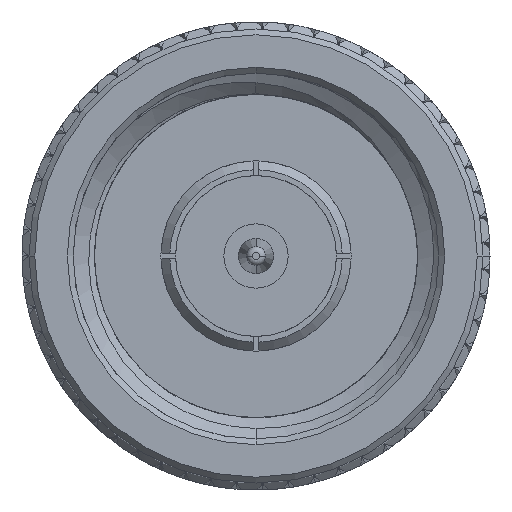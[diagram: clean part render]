
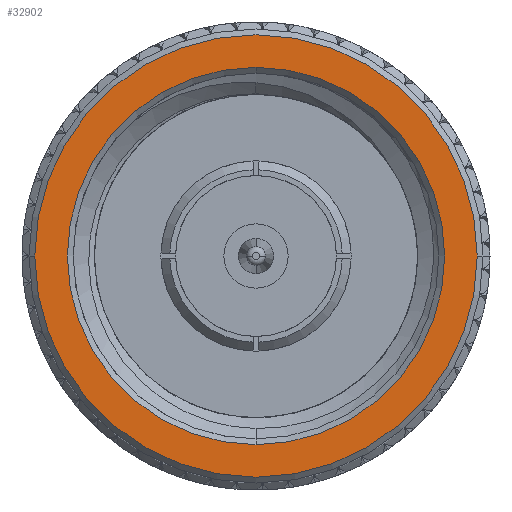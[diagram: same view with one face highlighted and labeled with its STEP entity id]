
A CAD part, left-side view. The second image highlights one B-rep face of the part: STEP entity #32902.
In plain terms, the highlighted planar face has unit normal (-1, 0, 0).
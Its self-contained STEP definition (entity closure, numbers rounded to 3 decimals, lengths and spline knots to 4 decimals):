
#1314 = EDGE_CURVE ( 'NONE', #77897, #47225, #53067, .T. ) ;
#1963 = ORIENTED_EDGE ( 'NONE', *, *, #9695, .T. ) ;
#1982 = CARTESIAN_POINT ( 'NONE',  ( 0., 0., 0. ) ) ;
#4493 = PLANE ( 'NONE',  #77216 ) ;
#4825 = DIRECTION ( 'NONE',  ( -1., 0., 0. ) ) ;
#6852 = DIRECTION ( 'NONE',  ( 1., 0., 0. ) ) ;
#8826 = EDGE_CURVE ( 'NONE', #47225, #77897, #98032, .T. ) ;
#9695 = EDGE_CURVE ( 'NONE', #18163, #23017, #57114, .T. ) ;
#11050 = CARTESIAN_POINT ( 'NONE',  ( 0., 0., 0. ) ) ;
#11575 = DIRECTION ( 'NONE',  ( 0., -1., 0. ) ) ;
#12187 = CARTESIAN_POINT ( 'NONE',  ( 0., 0., 0. ) ) ;
#18163 = VERTEX_POINT ( 'NONE', #38918 ) ;
#18766 = CARTESIAN_POINT ( 'NONE',  ( 0., -0.3781, 0. ) ) ;
#19091 = AXIS2_PLACEMENT_3D ( 'NONE', #11050, #25798, #64900 ) ;
#21393 = EDGE_LOOP ( 'NONE', ( #1963, #25066 ) ) ;
#22959 = DIRECTION ( 'NONE',  ( 0., -1., 0. ) ) ;
#23017 = VERTEX_POINT ( 'NONE', #99238 ) ;
#25066 = ORIENTED_EDGE ( 'NONE', *, *, #64728, .T. ) ;
#25798 = DIRECTION ( 'NONE',  ( 1., 0., 0. ) ) ;
#27348 = AXIS2_PLACEMENT_3D ( 'NONE', #37453, #6852, #22959 ) ;
#30088 = EDGE_LOOP ( 'NONE', ( #95587, #38500 ) ) ;
#32902 = ADVANCED_FACE ( 'NONE', ( #61399, #96184 ), #4493, .T. ) ;
#37453 = CARTESIAN_POINT ( 'NONE',  ( 0., 0., 0. ) ) ;
#38500 = ORIENTED_EDGE ( 'NONE', *, *, #1314, .T. ) ;
#38918 = CARTESIAN_POINT ( 'NONE',  ( 0., 0., 0.3225 ) ) ;
#43118 = DIRECTION ( 'NONE',  ( -1., 0., 0. ) ) ;
#43175 = CARTESIAN_POINT ( 'NONE',  ( 0., 0.3881, 0. ) ) ;
#47225 = VERTEX_POINT ( 'NONE', #98217 ) ;
#53067 = CIRCLE ( 'NONE', #81390, 0.3781 ) ;
#56092 = CIRCLE ( 'NONE', #19091, 0.3225 ) ;
#56854 = DIRECTION ( 'NONE',  ( 0., -1., 0. ) ) ;
#57114 = CIRCLE ( 'NONE', #27348, 0.3225 ) ;
#57985 = DIRECTION ( 'NONE',  ( 0., -1., 0. ) ) ;
#61399 = FACE_BOUND ( 'NONE', #21393, .T. ) ;
#64564 = DIRECTION ( 'NONE',  ( -1., 0., 0. ) ) ;
#64728 = EDGE_CURVE ( 'NONE', #23017, #18163, #56092, .T. ) ;
#64900 = DIRECTION ( 'NONE',  ( 0., -1., 0. ) ) ;
#69897 = AXIS2_PLACEMENT_3D ( 'NONE', #12187, #43118, #57985 ) ;
#77216 = AXIS2_PLACEMENT_3D ( 'NONE', #43175, #4825, #11575 ) ;
#77897 = VERTEX_POINT ( 'NONE', #18766 ) ;
#81390 = AXIS2_PLACEMENT_3D ( 'NONE', #1982, #64564, #56854 ) ;
#95587 = ORIENTED_EDGE ( 'NONE', *, *, #8826, .T. ) ;
#96184 = FACE_OUTER_BOUND ( 'NONE', #30088, .T. ) ;
#98032 = CIRCLE ( 'NONE', #69897, 0.3781 ) ;
#98217 = CARTESIAN_POINT ( 'NONE',  ( 0., 0.3781, 0. ) ) ;
#99238 = CARTESIAN_POINT ( 'NONE',  ( 0., 0., -0.3225 ) ) ;
